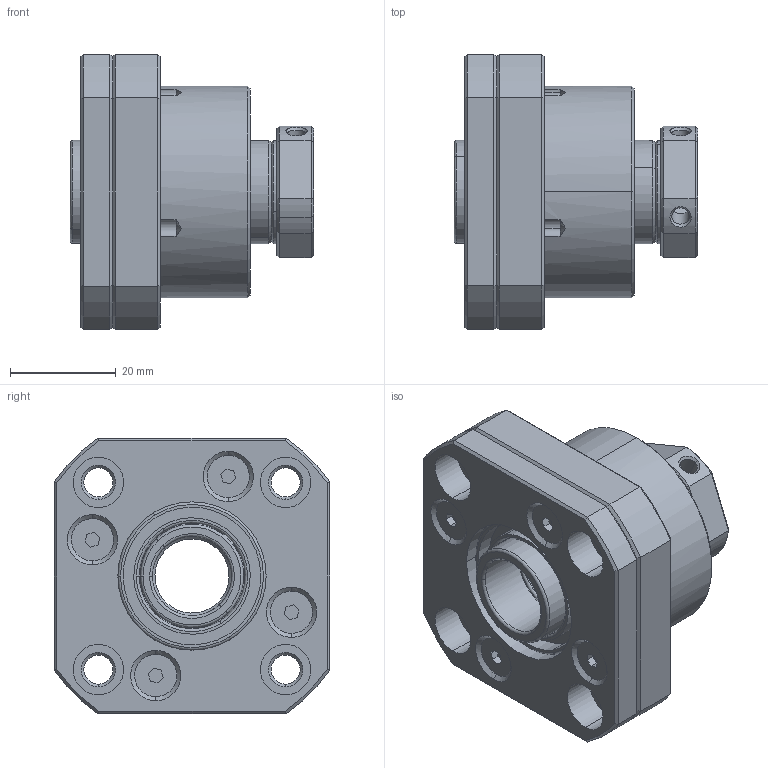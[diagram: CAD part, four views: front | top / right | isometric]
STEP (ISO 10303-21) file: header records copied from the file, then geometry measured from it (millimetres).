
FILE_DESCRIPTION(/* description */ ('Alibre Inc.'),/* implementation_level */ '2;1');
FILE_NAME(/* name */ 'export-7F3E7CF1-889F-4CB1-98B5-CE8E20AB1124',/* time_stamp */ '2025-04-17T11:26:18+02:00',/* author */ (''),/* organization */ (''),/* preprocessor_version */ 'ST-DEVELOPER v17',/* originating_system */ 'Alibre',/* authorisation */ '');
FILE_SCHEMA (('AUTOMOTIVE_DESIGN'));
Length unit declared in the file: millimetre
Products named in the file (42): FK15XA
Bounding box: 46 x 52 x 52 mm (x, y, z)
Volume: 47697 mm3; surface area: 35942.2 mm2
Topology: 41 solids, 41 shells, 603 faces, 1473 edges, 889 vertices
Faces by surface type: cylinder 183, torus 156, plane 110, cone 100, sphere 50, bspline 4
Entity records: 21059 total; most frequent: CARTESIAN_POINT 6195, DIRECTION 2942, ORIENTED_EDGE 2822, EDGE_CURVE 1411, AXIS2_PLACEMENT_3D 1406, VERTEX_POINT 889, CIRCLE 725, EDGE_LOOP 712
